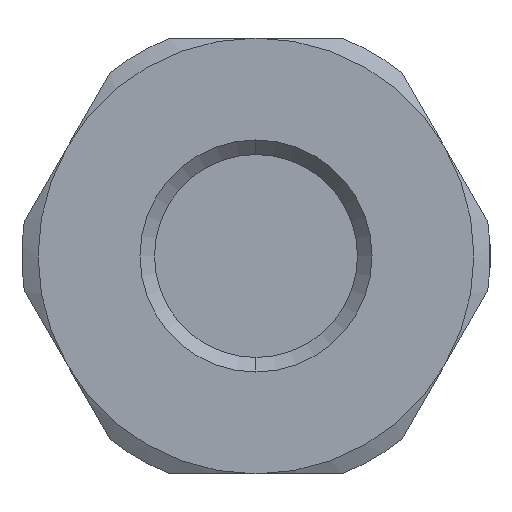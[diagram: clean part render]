
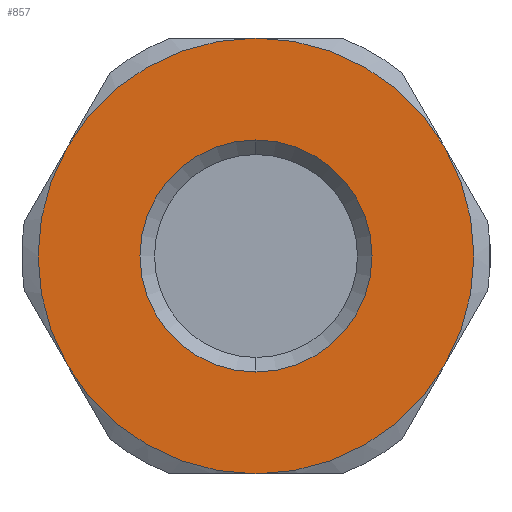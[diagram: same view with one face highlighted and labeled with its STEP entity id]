
A CAD part, left-side view. The second image highlights one B-rep face of the part: STEP entity #857.
In plain terms, the highlighted planar face has unit normal (-1, 0, 0).
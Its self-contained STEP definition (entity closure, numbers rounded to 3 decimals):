
#208 = EDGE_CURVE ( 'NONE', #962, #972, #3579, .T. ) ;
#239 = EDGE_CURVE ( 'NONE', #1135, #1070, #2848, .T. ) ;
#285 = EDGE_CURVE ( 'NONE', #1178, #969, #2923, .T. ) ;
#295 = EDGE_CURVE ( 'NONE', #969, #1065, #3098, .T. ) ;
#301 = EDGE_CURVE ( 'NONE', #1065, #932, #3138, .T. ) ;
#384 = EDGE_CURVE ( 'NONE', #1070, #1135, #3064, .T. ) ;
#463 = EDGE_CURVE ( 'NONE', #972, #1178, #3052, .T. ) ;
#464 = EDGE_CURVE ( 'NONE', #932, #962, #3022, .T. ) ;
#524 = AXIS2_PLACEMENT_3D ( 'NONE', #983, #984, #982 ) ;
#534 = AXIS2_PLACEMENT_3D ( 'NONE', #1151, #1170, #1087 ) ;
#553 = AXIS2_PLACEMENT_3D ( 'NONE', #1312, #1313, #1314 ) ;
#555 = AXIS2_PLACEMENT_3D ( 'NONE', #1338, #1339, #1340 ) ;
#559 = AXIS2_PLACEMENT_3D ( 'NONE', #1362, #1363, #1364 ) ;
#593 = AXIS2_PLACEMENT_3D ( 'NONE', #1594, #1595, #1596 ) ;
#624 = AXIS2_PLACEMENT_3D ( 'NONE', #1807, #1808, #1809 ) ;
#625 = AXIS2_PLACEMENT_3D ( 'NONE', #1810, #1811, #1812 ) ;
#671 = AXIS2_PLACEMENT_3D ( 'NONE', #2016, #2017, #2018 ) ;
#819 = EDGE_LOOP ( 'NONE', ( #2107, #2120, #2121, #2123, #2130, #2129 ) ) ;
#857 = ADVANCED_FACE ( 'NONE', ( #2994, #3059 ), #2015, .T. ) ;
#932 = VERTEX_POINT ( 'NONE', #2617 ) ;
#962 = VERTEX_POINT ( 'NONE', #2534 ) ;
#969 = VERTEX_POINT ( 'NONE', #2747 ) ;
#972 = VERTEX_POINT ( 'NONE', #2584 ) ;
#982 = DIRECTION ( 'NONE',  ( 0., 0., -1. ) ) ;
#983 = CARTESIAN_POINT ( 'NONE',  ( -58.7, 0., 0. ) ) ;
#984 = DIRECTION ( 'NONE',  ( 1., 0., 0. ) ) ;
#1065 = VERTEX_POINT ( 'NONE', #3361 ) ;
#1070 = VERTEX_POINT ( 'NONE', #3439 ) ;
#1087 = DIRECTION ( 'NONE',  ( 0., 0., -1. ) ) ;
#1135 = VERTEX_POINT ( 'NONE', #3462 ) ;
#1151 = CARTESIAN_POINT ( 'NONE',  ( -58.7, 0., 0. ) ) ;
#1170 = DIRECTION ( 'NONE',  ( 1., 0., 0. ) ) ;
#1178 = VERTEX_POINT ( 'NONE', #3408 ) ;
#1312 = CARTESIAN_POINT ( 'NONE',  ( -58.7, 0., 0. ) ) ;
#1313 = DIRECTION ( 'NONE',  ( 1., 0., 0. ) ) ;
#1314 = DIRECTION ( 'NONE',  ( 0., 0., -1. ) ) ;
#1338 = CARTESIAN_POINT ( 'NONE',  ( -58.7, 0., 0. ) ) ;
#1339 = DIRECTION ( 'NONE',  ( 1., 0., 0. ) ) ;
#1340 = DIRECTION ( 'NONE',  ( 0., 0., -1. ) ) ;
#1362 = CARTESIAN_POINT ( 'NONE',  ( -58.7, 0., 0. ) ) ;
#1363 = DIRECTION ( 'NONE',  ( 1., 0., 0. ) ) ;
#1364 = DIRECTION ( 'NONE',  ( 0., 0., -1. ) ) ;
#1594 = CARTESIAN_POINT ( 'NONE',  ( -58.7, 0., 0. ) ) ;
#1595 = DIRECTION ( 'NONE',  ( 1., 0., 0. ) ) ;
#1596 = DIRECTION ( 'NONE',  ( 0., 0., -1. ) ) ;
#1807 = CARTESIAN_POINT ( 'NONE',  ( -58.7, 0., 0. ) ) ;
#1808 = DIRECTION ( 'NONE',  ( 1., 0., 0. ) ) ;
#1809 = DIRECTION ( 'NONE',  ( 0., 0., -1. ) ) ;
#1810 = CARTESIAN_POINT ( 'NONE',  ( -58.7, 0., 0. ) ) ;
#1811 = DIRECTION ( 'NONE',  ( 1., 0., 0. ) ) ;
#1812 = DIRECTION ( 'NONE',  ( 0., 0., -1. ) ) ;
#2015 = PLANE ( 'NONE',  #671 ) ;
#2016 = CARTESIAN_POINT ( 'NONE',  ( -58.7, 20., 0. ) ) ;
#2017 = DIRECTION ( 'NONE',  ( -1., 0., 0. ) ) ;
#2018 = DIRECTION ( 'NONE',  ( 0., 0., 1. ) ) ;
#2107 = ORIENTED_EDGE ( 'NONE', *, *, #285, .F. ) ;
#2108 = ORIENTED_EDGE ( 'NONE', *, *, #384, .T. ) ;
#2114 = ORIENTED_EDGE ( 'NONE', *, *, #239, .T. ) ;
#2120 = ORIENTED_EDGE ( 'NONE', *, *, #463, .F. ) ;
#2121 = ORIENTED_EDGE ( 'NONE', *, *, #208, .F. ) ;
#2123 = ORIENTED_EDGE ( 'NONE', *, *, #464, .F. ) ;
#2129 = ORIENTED_EDGE ( 'NONE', *, *, #295, .F. ) ;
#2130 = ORIENTED_EDGE ( 'NONE', *, *, #301, .F. ) ;
#2287 = EDGE_LOOP ( 'NONE', ( #2108, #2114 ) ) ;
#2534 = CARTESIAN_POINT ( 'NONE',  ( -58.7, -17.321, 10. ) ) ;
#2584 = CARTESIAN_POINT ( 'NONE',  ( -58.7, -17.321, -10. ) ) ;
#2617 = CARTESIAN_POINT ( 'NONE',  ( -58.7, 0., 20. ) ) ;
#2747 = CARTESIAN_POINT ( 'NONE',  ( -58.7, 17.321, -10. ) ) ;
#2848 = CIRCLE ( 'NONE', #534, 10.65 ) ;
#2923 = CIRCLE ( 'NONE', #553, 20. ) ;
#2994 = FACE_BOUND ( 'NONE', #2287, .T. ) ;
#3022 = CIRCLE ( 'NONE', #625, 20. ) ;
#3052 = CIRCLE ( 'NONE', #624, 20. ) ;
#3059 = FACE_OUTER_BOUND ( 'NONE', #819, .T. ) ;
#3064 = CIRCLE ( 'NONE', #593, 10.65 ) ;
#3098 = CIRCLE ( 'NONE', #555, 20. ) ;
#3138 = CIRCLE ( 'NONE', #559, 20. ) ;
#3361 = CARTESIAN_POINT ( 'NONE',  ( -58.7, 17.321, 10. ) ) ;
#3408 = CARTESIAN_POINT ( 'NONE',  ( -58.7, 0., -20. ) ) ;
#3439 = CARTESIAN_POINT ( 'NONE',  ( -58.7, 0., 10.65 ) ) ;
#3462 = CARTESIAN_POINT ( 'NONE',  ( -58.7, 0., -10.65 ) ) ;
#3579 = CIRCLE ( 'NONE', #524, 20. ) ;
